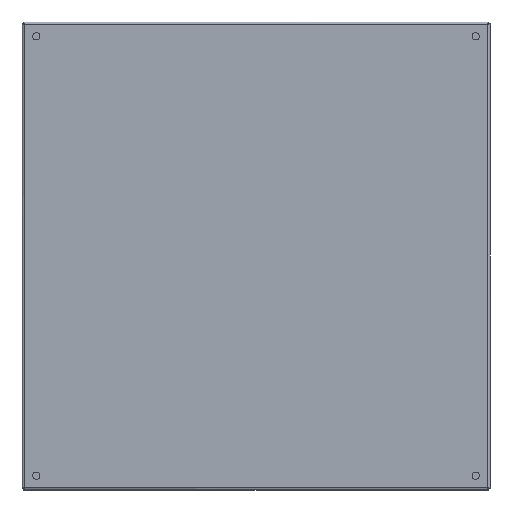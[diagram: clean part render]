
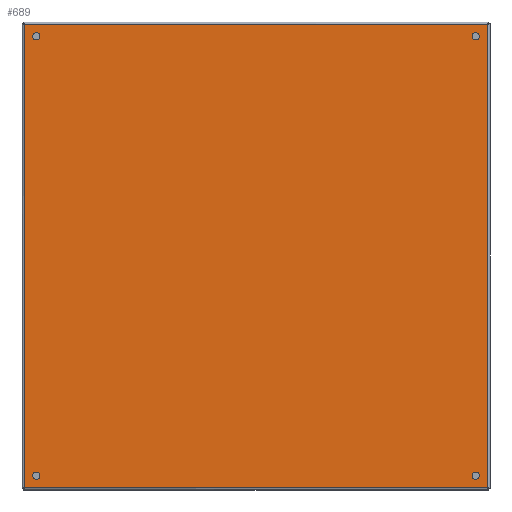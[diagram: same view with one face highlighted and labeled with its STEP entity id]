
A CAD part, front view. The second image highlights one B-rep face of the part: STEP entity #689.
In plain terms, the highlighted planar face has unit normal (0, -1, 0).
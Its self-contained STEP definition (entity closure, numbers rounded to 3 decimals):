
#689 = ADVANCED_FACE( '', ( #1407, #1408, #1409, #1410, #1411 ), #1412, .T. );
#1407 = FACE_BOUND( '', #2385, .T. );
#1408 = FACE_BOUND( '', #2386, .T. );
#1409 = FACE_BOUND( '', #2387, .T. );
#1410 = FACE_BOUND( '', #2388, .T. );
#1411 = FACE_OUTER_BOUND( '', #2389, .T. );
#1412 = PLANE( '', #2390 );
#2385 = EDGE_LOOP( '', ( #4039 ) );
#2386 = EDGE_LOOP( '', ( #4040 ) );
#2387 = EDGE_LOOP( '', ( #4041 ) );
#2388 = EDGE_LOOP( '', ( #4042 ) );
#2389 = EDGE_LOOP( '', ( #4043, #4044, #4045, #4046 ) );
#2390 = AXIS2_PLACEMENT_3D( '', #4047, #4048, #4049 );
#4039 = ORIENTED_EDGE( '', *, *, #4861, .T. );
#4040 = ORIENTED_EDGE( '', *, *, #5081, .T. );
#4041 = ORIENTED_EDGE( '', *, *, #5082, .T. );
#4042 = ORIENTED_EDGE( '', *, *, #5076, .T. );
#4043 = ORIENTED_EDGE( '', *, *, #5083, .T. );
#4044 = ORIENTED_EDGE( '', *, *, #5084, .F. );
#4045 = ORIENTED_EDGE( '', *, *, #4960, .F. );
#4046 = ORIENTED_EDGE( '', *, *, #4969, .F. );
#4047 = CARTESIAN_POINT( '', ( 0., 0., 0. ) );
#4048 = DIRECTION( '', ( 0., -1., 0. ) );
#4049 = DIRECTION( '', ( 0., 0., -1. ) );
#4861 = EDGE_CURVE( '', #5831, #5831, #5832, .T. );
#4960 = EDGE_CURVE( '', #5616, #5435, #5954, .T. );
#4969 = EDGE_CURVE( '', #5962, #5616, #5964, .T. );
#5076 = EDGE_CURVE( '', #6095, #6095, #6096, .T. );
#5081 = EDGE_CURVE( '', #6102, #6102, #6103, .T. );
#5082 = EDGE_CURVE( '', #6104, #6104, #6105, .T. );
#5083 = EDGE_CURVE( '', #5962, #5340, #6106, .T. );
#5084 = EDGE_CURVE( '', #5435, #5340, #6107, .T. );
#5340 = VERTEX_POINT( '', #6471 );
#5435 = VERTEX_POINT( '', #6618 );
#5616 = VERTEX_POINT( '', #6879 );
#5831 = VERTEX_POINT( '', #7283 );
#5832 = CIRCLE( '', #7284, 3.683 );
#5954 = LINE( '', #7524, #7525 );
#5962 = VERTEX_POINT( '', #7537 );
#5964 = LINE( '', #7548, #7549 );
#6095 = VERTEX_POINT( '', #7758 );
#6096 = CIRCLE( '', #7759, 3.683 );
#6102 = VERTEX_POINT( '', #7765 );
#6103 = CIRCLE( '', #7766, 3.683 );
#6104 = VERTEX_POINT( '', #7767 );
#6105 = CIRCLE( '', #7768, 3.683 );
#6106 = LINE( '', #7769, #7770 );
#6107 = LINE( '', #7771, #7772 );
#6471 = CARTESIAN_POINT( '', ( -230.962, 0., 230.962 ) );
#6618 = CARTESIAN_POINT( '', ( -230.962, 0., -230.962 ) );
#6879 = CARTESIAN_POINT( '', ( 230.962, 0., -230.962 ) );
#7283 = CARTESIAN_POINT( '', ( 222.758, 0., 219.075 ) );
#7284 = AXIS2_PLACEMENT_3D( '', #8362, #8363, #8364 );
#7524 = CARTESIAN_POINT( '', ( 230.962, 0., -230.962 ) );
#7525 = VECTOR( '', #8447, 1000. );
#7537 = CARTESIAN_POINT( '', ( 230.962, 0., 230.962 ) );
#7548 = CARTESIAN_POINT( '', ( 230.962, 0., 230.962 ) );
#7549 = VECTOR( '', #8452, 1000. );
#7758 = CARTESIAN_POINT( '', ( -215.392, 0., -219.075 ) );
#7759 = AXIS2_PLACEMENT_3D( '', #8528, #8529, #8530 );
#7765 = CARTESIAN_POINT( '', ( 222.758, 0., -219.075 ) );
#7766 = AXIS2_PLACEMENT_3D( '', #8534, #8535, #8536 );
#7767 = CARTESIAN_POINT( '', ( -215.392, 0., 219.075 ) );
#7768 = AXIS2_PLACEMENT_3D( '', #8537, #8538, #8539 );
#7769 = CARTESIAN_POINT( '', ( -230.962, 0., 230.962 ) );
#7770 = VECTOR( '', #8540, 1000. );
#7771 = CARTESIAN_POINT( '', ( -230.962, 0., -230.962 ) );
#7772 = VECTOR( '', #8541, 1000. );
#8362 = CARTESIAN_POINT( '', ( 219.075, 0., 219.075 ) );
#8363 = DIRECTION( '', ( 0., 1., 0. ) );
#8364 = DIRECTION( '', ( 1., 0., 0. ) );
#8447 = DIRECTION( '', ( -1., 0., 0. ) );
#8452 = DIRECTION( '', ( 0., 0., -1. ) );
#8528 = CARTESIAN_POINT( '', ( -219.075, 0., -219.075 ) );
#8529 = DIRECTION( '', ( 0., 1., 0. ) );
#8530 = DIRECTION( '', ( 1., 0., 0. ) );
#8534 = CARTESIAN_POINT( '', ( 219.075, 0., -219.075 ) );
#8535 = DIRECTION( '', ( 0., 1., 0. ) );
#8536 = DIRECTION( '', ( 1., 0., 0. ) );
#8537 = CARTESIAN_POINT( '', ( -219.075, 0., 219.075 ) );
#8538 = DIRECTION( '', ( 0., 1., 0. ) );
#8539 = DIRECTION( '', ( 1., 0., 0. ) );
#8540 = DIRECTION( '', ( -1., 0., 0. ) );
#8541 = DIRECTION( '', ( 0., 0., 1. ) );
